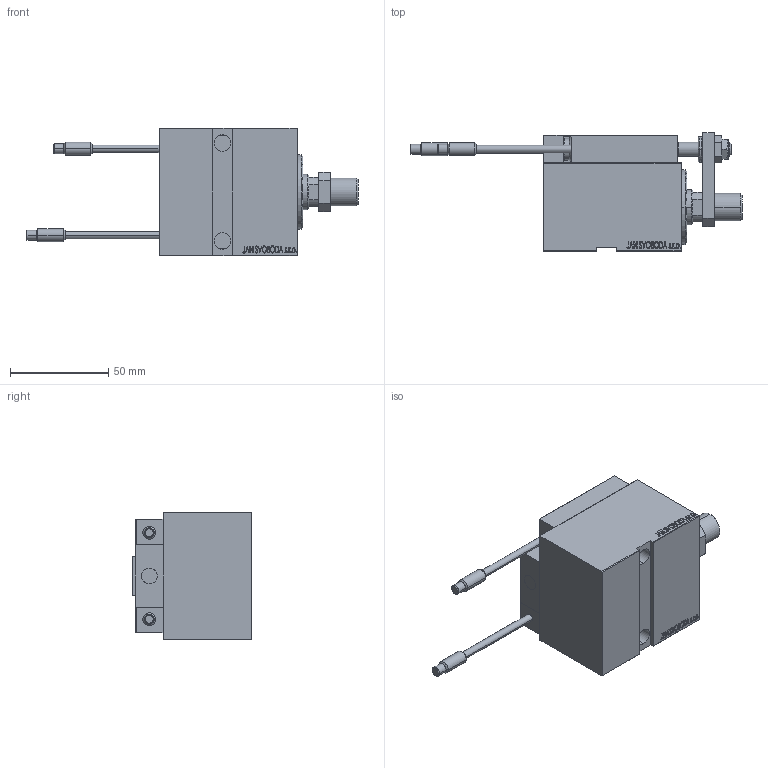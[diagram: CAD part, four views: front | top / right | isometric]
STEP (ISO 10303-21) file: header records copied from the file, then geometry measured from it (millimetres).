
FILE_DESCRIPTION (( 'STEP AP203' ), '1' );
FILE_NAME ('aa55.STEP', '2021-03-19T14:55:48', ( '' ), ( '' ), 'SwSTEP 2.0', 'SolidWorks 2019', '' );
FILE_SCHEMA (( 'CONFIG_CONTROL_DESIGN' ));
Length unit declared in the file: millimetre
Products named in the file (17): TYC_L79 5d08f414ebaa4c7850c53783ca0c06d3; MAGNET 5d08f414ebaa4c7850c53783ca0c06d3; V450CM_VC_B 5d08f414ebaa4c7850c53783ca0c06d3; ZARAZKA 5d08f414ebaa4c7850c53783ca0c06d3; SWITCH X 5d08f414ebaa4c7850c53783ca0c06d3; NUT_D10 5d08f414ebaa4c7850c53783ca0c06d3; aa55; SWITCH_X_FRONT_BACK 5d08f414ebaa4c7850c53783ca0c06d3; KONCOVKA_Y 5d08f414ebaa4c7850c53783ca0c06d3; V450CM_E_VCP 5d08f414ebaa4c7850c53783ca0c06d3; V450CM_E 5d08f414ebaa4c7850c53783ca0c06d3; ALLEN BOLT D5 5d08f414ebaa4c7850c53783ca0c06d3; Block 5d08f414ebaa4c7850c53783ca0c06d3; NUT_D12 5d08f414ebaa4c7850c53783ca0c06d3; V450CM_MALE_METRIC 5d08f414ebaa4c7850c53783ca0c06d3; SWITCH DIM B,W 5d08f414ebaa4c7850c53783ca0c06d3; ALLEN BOLT D8 5d08f414ebaa4c7850c53783ca0c06d3
Assembly tree (26 placements, depth 3):
  aa55
    V450CM_E 5d08f414ebaa4c7850c53783ca0c06d3
    V450CM_E_VCP 5d08f414ebaa4c7850c53783ca0c06d3
    V450CM_VC_B 5d08f414ebaa4c7850c53783ca0c06d3
    V450CM_MALE_METRIC 5d08f414ebaa4c7850c53783ca0c06d3
    SWITCH X 5d08f414ebaa4c7850c53783ca0c06d3
      SWITCH_X_FRONT_BACK 5d08f414ebaa4c7850c53783ca0c06d3  x2
      TYC_L79 5d08f414ebaa4c7850c53783ca0c06d3
      Block 5d08f414ebaa4c7850c53783ca0c06d3  x2
      ALLEN BOLT D5 5d08f414ebaa4c7850c53783ca0c06d3  x4
      ALLEN BOLT D8 5d08f414ebaa4c7850c53783ca0c06d3  x4
      MAGNET 5d08f414ebaa4c7850c53783ca0c06d3  x2
      KONCOVKA_Y 5d08f414ebaa4c7850c53783ca0c06d3  x2
    SWITCH DIM B,W 5d08f414ebaa4c7850c53783ca0c06d3
    ZARAZKA 5d08f414ebaa4c7850c53783ca0c06d3
    NUT_D10 5d08f414ebaa4c7850c53783ca0c06d3
    NUT_D12 5d08f414ebaa4c7850c53783ca0c06d3
Bounding box: 169 x 60.5 x 65 mm (x, y, z)
Volume: 239217.7 mm3; surface area: 66459.3 mm2
Topology: 25 solids, 25 shells, 1321 faces, 3155 edges, 2010 vertices
Faces by surface type: plane 574, bspline 380, cylinder 188, cone 125, torus 50, sphere 4
Entity records: 50675 total; most frequent: CARTESIAN_POINT 25592, ORIENTED_EDGE 5286, DIRECTION 3582, EDGE_CURVE 2643, VERTEX_POINT 1722, LINE 1522, VECTOR 1522, EDGE_LOOP 1215
